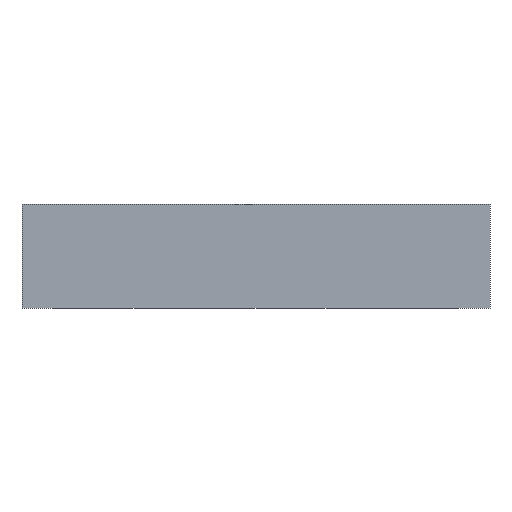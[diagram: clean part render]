
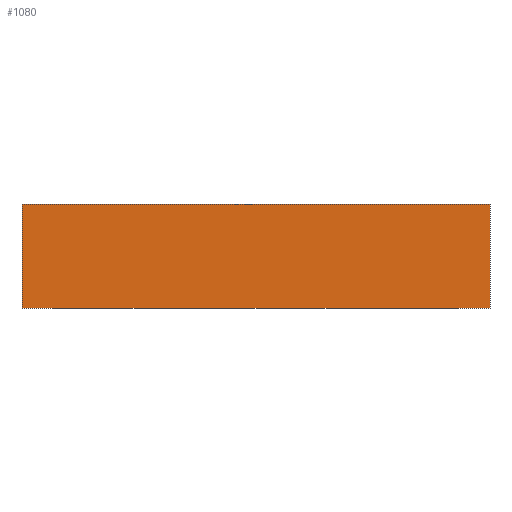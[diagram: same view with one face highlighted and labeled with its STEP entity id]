
A CAD part, front view. The second image highlights one B-rep face of the part: STEP entity #1080.
In plain terms, the highlighted planar face has unit normal (0, -1, 0).
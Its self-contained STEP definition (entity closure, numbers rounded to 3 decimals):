
#19 = PLANE ( 'NONE',  #593 ) ;
#20 = DIRECTION ( 'NONE',  ( 0., 0., 1. ) ) ;
#21 = DIRECTION ( 'NONE',  ( 0., 1., 0. ) ) ;
#44 = CARTESIAN_POINT ( 'NONE',  ( 45., 0., 10. ) ) ;
#80 = DIRECTION ( 'NONE',  ( 0., 0., -1. ) ) ;
#162 = CARTESIAN_POINT ( 'NONE',  ( 45., 0., 10. ) ) ;
#164 = CARTESIAN_POINT ( 'NONE',  ( 0., 0., 10. ) ) ;
#186 = CARTESIAN_POINT ( 'NONE',  ( 45., 0., 0. ) ) ;
#201 = CARTESIAN_POINT ( 'NONE',  ( 0., 0., 0. ) ) ;
#266 = CARTESIAN_POINT ( 'NONE',  ( 0., 0., 10. ) ) ;
#342 = DIRECTION ( 'NONE',  ( 0., 0., -1. ) ) ;
#386 = CARTESIAN_POINT ( 'NONE',  ( 0., 0., 10. ) ) ;
#402 = DIRECTION ( 'NONE',  ( 1., 0., 0. ) ) ;
#404 = CARTESIAN_POINT ( 'NONE',  ( 0., 0., 10. ) ) ;
#431 = EDGE_CURVE ( 'NONE', #1153, #1173, #849, .T. ) ;
#481 = EDGE_CURVE ( 'NONE', #1168, #1173, #613, .T. ) ;
#505 = EDGE_CURVE ( 'NONE', #1174, #1168, #894, .T. ) ;
#584 = EDGE_CURVE ( 'NONE', #1174, #1153, #745, .T. ) ;
#593 = AXIS2_PLACEMENT_3D ( 'NONE', #386, #21, #20 ) ;
#613 = LINE ( 'NONE', #44, #802 ) ;
#674 = FACE_OUTER_BOUND ( 'NONE', #1030, .T. ) ;
#724 = VECTOR ( 'NONE', #342, 1000. ) ;
#745 = LINE ( 'NONE', #266, #724 ) ;
#783 = VECTOR ( 'NONE', #402, 1000. ) ;
#802 = VECTOR ( 'NONE', #80, 1000. ) ;
#830 = ORIENTED_EDGE ( 'NONE', *, *, #431, .T. ) ;
#837 = VECTOR ( 'NONE', #1107, 1000. ) ;
#849 = LINE ( 'NONE', #1116, #837 ) ;
#894 = LINE ( 'NONE', #404, #783 ) ;
#917 = ORIENTED_EDGE ( 'NONE', *, *, #584, .T. ) ;
#945 = ORIENTED_EDGE ( 'NONE', *, *, #481, .F. ) ;
#946 = ORIENTED_EDGE ( 'NONE', *, *, #505, .F. ) ;
#1030 = EDGE_LOOP ( 'NONE', ( #830, #945, #946, #917 ) ) ;
#1080 = ADVANCED_FACE ( 'NONE', ( #674 ), #19, .F. ) ;
#1107 = DIRECTION ( 'NONE',  ( 1., 0., 0. ) ) ;
#1116 = CARTESIAN_POINT ( 'NONE',  ( 0., 0., 0. ) ) ;
#1153 = VERTEX_POINT ( 'NONE', #201 ) ;
#1168 = VERTEX_POINT ( 'NONE', #162 ) ;
#1173 = VERTEX_POINT ( 'NONE', #186 ) ;
#1174 = VERTEX_POINT ( 'NONE', #164 ) ;
